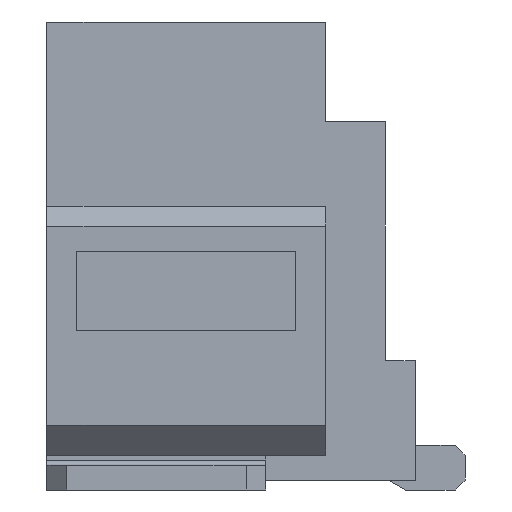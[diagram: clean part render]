
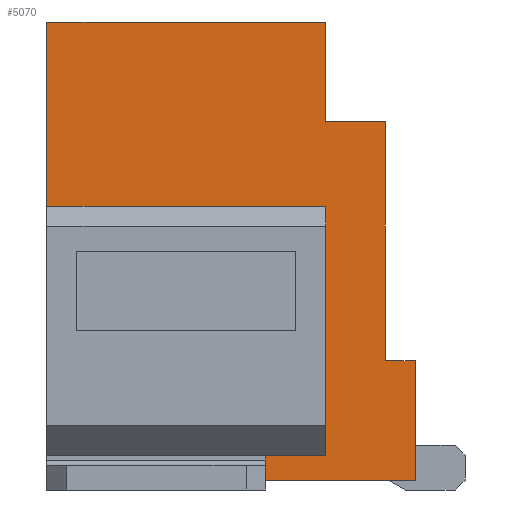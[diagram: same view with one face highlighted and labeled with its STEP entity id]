
A CAD part, left-side view. The second image highlights one B-rep face of the part: STEP entity #5070.
In plain terms, the highlighted planar face has unit normal (-1, 0, 0).
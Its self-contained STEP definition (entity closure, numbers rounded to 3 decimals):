
#73=DIRECTION('',(0.,0.,1.));
#74=VECTOR('',#73,1.2);
#75=CARTESIAN_POINT('',(-4.,-1.85,-2.3));
#76=LINE('',#75,#74);
#685=DIRECTION('',(0.,-1.,0.));
#686=VECTOR('',#685,2.8);
#687=CARTESIAN_POINT('',(-4.,1.85,2.3));
#688=LINE('',#687,#686);
#1037=DIRECTION('',(0.,0.,-1.));
#1038=VECTOR('',#1037,1.);
#1039=CARTESIAN_POINT('',(-4.,-0.95,2.3));
#1040=LINE('',#1039,#1038);
#1041=DIRECTION('',(0.,-1.,0.));
#1042=VECTOR('',#1041,0.6);
#1043=CARTESIAN_POINT('',(-4.,-0.95,1.3));
#1044=LINE('',#1043,#1042);
#1045=DIRECTION('',(0.,0.,-1.));
#1046=VECTOR('',#1045,2.4);
#1047=CARTESIAN_POINT('',(-4.,-1.55,1.3));
#1048=LINE('',#1047,#1046);
#1049=DIRECTION('',(0.,1.,0.));
#1050=VECTOR('',#1049,0.3);
#1051=CARTESIAN_POINT('',(-4.,-1.85,-1.1));
#1052=LINE('',#1051,#1050);
#1053=DIRECTION('',(0.,0.,1.));
#1054=VECTOR('',#1053,0.25);
#1055=CARTESIAN_POINT('',(-4.,1.85,-2.3));
#1056=LINE('',#1055,#1054);
#1057=DIRECTION('',(0.,-1.,0.));
#1058=VECTOR('',#1057,2.8);
#1059=CARTESIAN_POINT('',(-4.,1.85,-2.05));
#1060=LINE('',#1059,#1058);
#1061=DIRECTION('',(0.,0.,-1.));
#1062=VECTOR('',#1061,2.5);
#1063=CARTESIAN_POINT('',(-4.,-0.95,0.45));
#1064=LINE('',#1063,#1062);
#1065=DIRECTION('',(0.,-1.,0.));
#1066=VECTOR('',#1065,2.8);
#1067=CARTESIAN_POINT('',(-4.,1.85,0.45));
#1068=LINE('',#1067,#1066);
#1069=DIRECTION('',(0.,0.,1.));
#1070=VECTOR('',#1069,1.85);
#1071=CARTESIAN_POINT('',(-4.,1.85,0.45));
#1072=LINE('',#1071,#1070);
#1137=DIRECTION('',(0.,-1.,0.));
#1138=VECTOR('',#1137,3.7);
#1139=CARTESIAN_POINT('',(-4.,1.85,-2.3));
#1140=LINE('',#1139,#1138);
#2951=CARTESIAN_POINT('',(-4.,1.85,-2.3));
#2952=CARTESIAN_POINT('',(-4.,-1.85,-2.3));
#2953=VERTEX_POINT('',#2951);
#2954=VERTEX_POINT('',#2952);
#2991=CARTESIAN_POINT('',(-4.,-0.95,0.45));
#2992=CARTESIAN_POINT('',(-4.,-0.95,-2.05));
#2993=VERTEX_POINT('',#2991);
#2994=VERTEX_POINT('',#2992);
#2995=CARTESIAN_POINT('',(-4.,1.85,0.45));
#2996=VERTEX_POINT('',#2995);
#3003=CARTESIAN_POINT('',(-4.,1.85,2.3));
#3004=VERTEX_POINT('',#3003);
#3039=CARTESIAN_POINT('',(-4.,-1.85,-1.1));
#3040=CARTESIAN_POINT('',(-4.,-1.55,-1.1));
#3041=VERTEX_POINT('',#3039);
#3042=VERTEX_POINT('',#3040);
#3048=CARTESIAN_POINT('',(-4.,-1.55,1.3));
#3050=VERTEX_POINT('',#3048);
#3201=CARTESIAN_POINT('',(-4.,-0.95,2.3));
#3202=CARTESIAN_POINT('',(-4.,-0.95,1.3));
#3203=VERTEX_POINT('',#3201);
#3204=VERTEX_POINT('',#3202);
#3559=CARTESIAN_POINT('',(-4.,1.85,-2.05));
#3560=VERTEX_POINT('',#3559);
#5045=CARTESIAN_POINT('',(-4.,1.85,-2.3));
#5046=DIRECTION('',(-1.,0.,0.));
#5047=DIRECTION('',(0.,-1.,0.));
#5048=AXIS2_PLACEMENT_3D('',#5045,#5046,#5047);
#5049=PLANE('',#5048);
#5050=ORIENTED_EDGE('',*,*,#4663,.T.);
#5052=ORIENTED_EDGE('',*,*,#5051,.T.);
#5054=ORIENTED_EDGE('',*,*,#5053,.T.);
#5055=ORIENTED_EDGE('',*,*,#4778,.F.);
#5056=ORIENTED_EDGE('',*,*,#3972,.F.);
#5058=ORIENTED_EDGE('',*,*,#5057,.F.);
#5059=ORIENTED_EDGE('',*,*,#4208,.T.);
#5061=ORIENTED_EDGE('',*,*,#5060,.T.);
#5063=ORIENTED_EDGE('',*,*,#5062,.F.);
#5065=ORIENTED_EDGE('',*,*,#5064,.F.);
#5066=ORIENTED_EDGE('',*,*,#4186,.T.);
#5067=ORIENTED_EDGE('',*,*,#4604,.T.);
#5068=EDGE_LOOP('',(#5050,#5052,#5054,#5055,#5056,#5058,#5059,#5061,#5063,#5065,
#5066,#5067));
#5069=FACE_OUTER_BOUND('',#5068,.F.);
#5070=ADVANCED_FACE('',(#5069),#5049,.T.);
#3972=EDGE_CURVE('',#2954,#3041,#76,.T.);
#4186=EDGE_CURVE('',#2996,#3004,#1072,.T.);
#4208=EDGE_CURVE('',#2953,#3560,#1056,.T.);
#4604=EDGE_CURVE('',#3004,#3203,#688,.T.);
#4663=EDGE_CURVE('',#3203,#3204,#1040,.T.);
#4778=EDGE_CURVE('',#3041,#3042,#1052,.T.);
#5051=EDGE_CURVE('',#3204,#3050,#1044,.T.);
#5053=EDGE_CURVE('',#3050,#3042,#1048,.T.);
#5057=EDGE_CURVE('',#2953,#2954,#1140,.T.);
#5060=EDGE_CURVE('',#3560,#2994,#1060,.T.);
#5062=EDGE_CURVE('',#2993,#2994,#1064,.T.);
#5064=EDGE_CURVE('',#2996,#2993,#1068,.T.);
